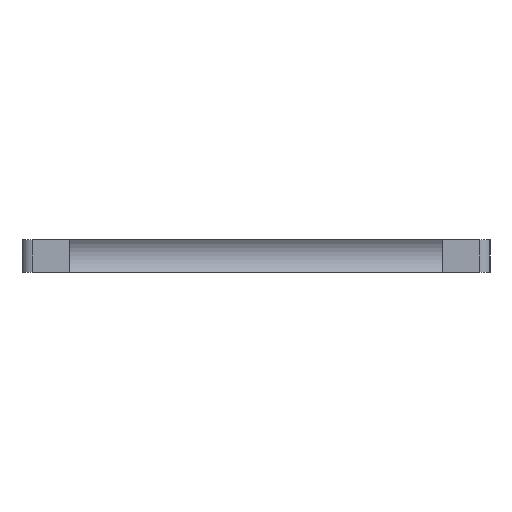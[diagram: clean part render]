
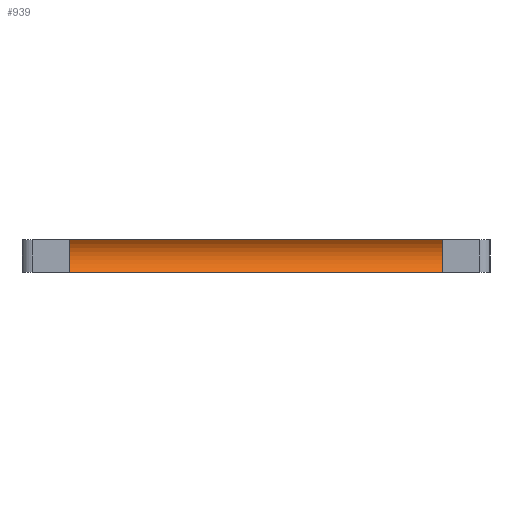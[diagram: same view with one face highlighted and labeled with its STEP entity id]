
A CAD part, left-side view. The second image highlights one B-rep face of the part: STEP entity #939.
In plain terms, the highlighted cylindrical face has radius 2.5 mm (diameter 5 mm), a partial arc.
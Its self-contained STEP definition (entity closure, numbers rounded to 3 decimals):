
#49=DIRECTION('',(0.,-1.,0.));
#50=VECTOR('',#49,35.);
#51=CARTESIAN_POINT('',(-103.504,17.5,0.));
#52=LINE('',#51,#50);
#203=CARTESIAN_POINT('',(-105.5,-17.5,1.505));
#204=DIRECTION('',(0.,-1.,0.));
#205=DIRECTION('',(0.798,0.,-0.602));
#206=AXIS2_PLACEMENT_3D('',#203,#204,#205);
#208=CARTESIAN_POINT('',(-105.5,17.5,1.505));
#209=DIRECTION('',(0.,-1.,0.));
#210=DIRECTION('',(0.798,0.,-0.602));
#211=AXIS2_PLACEMENT_3D('',#208,#209,#210);
#326=DIRECTION('',(0.,-1.,0.));
#327=VECTOR('',#326,35.);
#328=CARTESIAN_POINT('',(-103.504,17.5,3.01));
#329=LINE('',#328,#327);
#497=CARTESIAN_POINT('',(-103.504,17.5,0.));
#498=CARTESIAN_POINT('',(-103.504,-17.5,0.));
#499=VERTEX_POINT('',#497);
#500=VERTEX_POINT('',#498);
#505=CARTESIAN_POINT('',(-103.504,17.5,3.01));
#506=CARTESIAN_POINT('',(-103.504,-17.5,3.01));
#507=VERTEX_POINT('',#505);
#508=VERTEX_POINT('',#506);
#926=CARTESIAN_POINT('',(-105.5,32.5,1.505));
#927=DIRECTION('',(0.,-1.,0.));
#928=DIRECTION('',(-1.,0.,0.));
#929=AXIS2_PLACEMENT_3D('',#926,#927,#928);
#930=CYLINDRICAL_SURFACE('',#929,2.5);
#931=ORIENTED_EDGE('',*,*,#632,.F.);
#933=ORIENTED_EDGE('',*,*,#932,.T.);
#935=ORIENTED_EDGE('',*,*,#934,.T.);
#936=ORIENTED_EDGE('',*,*,#917,.F.);
#937=EDGE_LOOP('',(#931,#933,#935,#936));
#938=FACE_OUTER_BOUND('',#937,.F.);
#939=ADVANCED_FACE('',(#938),#930,.F.);
#207=CIRCLE('',#206,2.5);
#212=CIRCLE('',#211,2.5);
#632=EDGE_CURVE('',#499,#500,#52,.T.);
#917=EDGE_CURVE('',#500,#508,#207,.T.);
#932=EDGE_CURVE('',#499,#507,#212,.T.);
#934=EDGE_CURVE('',#507,#508,#329,.T.);
